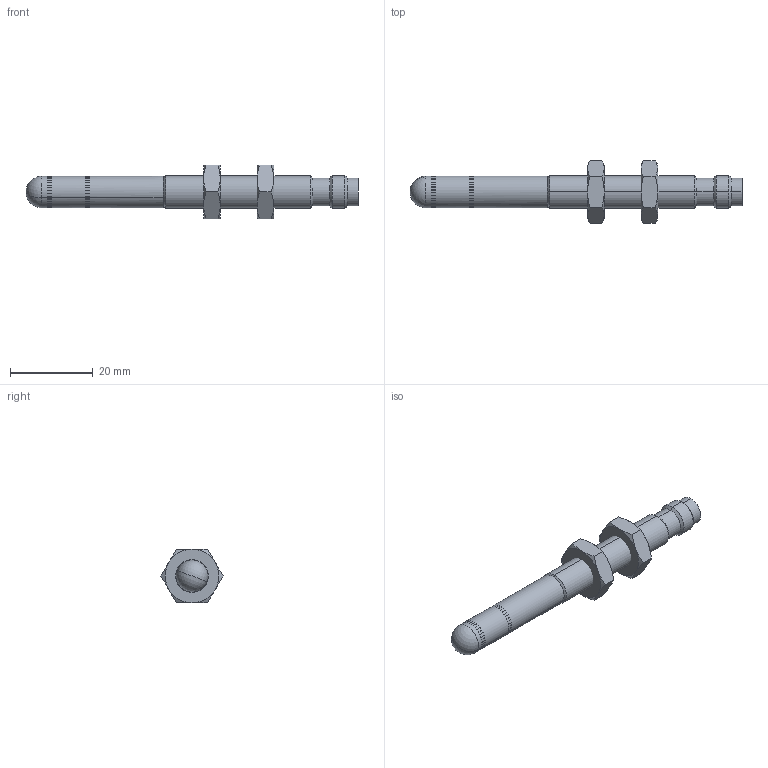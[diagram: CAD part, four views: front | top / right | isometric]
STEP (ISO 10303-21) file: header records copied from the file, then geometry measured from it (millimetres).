
FILE_DESCRIPTION (( 'STEP AP203' ), '1' );
FILE_NAME ('SNP01012.STEP', '2013-05-29T15:55:54', ( 'SyronIT' ), ( 'Syron' ), 'SwSTEP 2.0', 'SolidWorks 2011', '' );
FILE_SCHEMA (( 'CONFIG_CONTROL_DESIGN' ));
Length unit declared in the file: inch
Products named in the file (6): SNP01012; 07090; Hex Nut Jam_Syron Metric_B18.2.4.5M - Hex jam nut,  M8 x 1.25 --D-C; 46.0449; 03910_03910-10; 03800_SIMPLIFIED - NO THREAD
Assembly tree (6 placements, depth 2):
  SNP01012
    07090
    46.0449
    Hex Nut Jam_Syron Metric_B18.2.4.5M - Hex jam nut,  M8 x 1.25 --D-C  x2
    03910_03910-10
    03800_SIMPLIFIED - NO THREAD
Bounding box: 80.01 x 15.01 x 13 mm (x, y, z)
Volume: 3705.3 mm3; surface area: 4637.6 mm2
Topology: 7 solids, 7 shells, 547 faces, 1262 edges, 796 vertices
Faces by surface type: plane 401, cylinder 55, torus 42, cone 40, sphere 8, bspline 1
Entity records: 15430 total; most frequent: CARTESIAN_POINT 2655, DIRECTION 2588, ORIENTED_EDGE 2396, EDGE_CURVE 1198, AXIS2_PLACEMENT_3D 885, VECTOR 818, LINE 818, VERTEX_POINT 760
